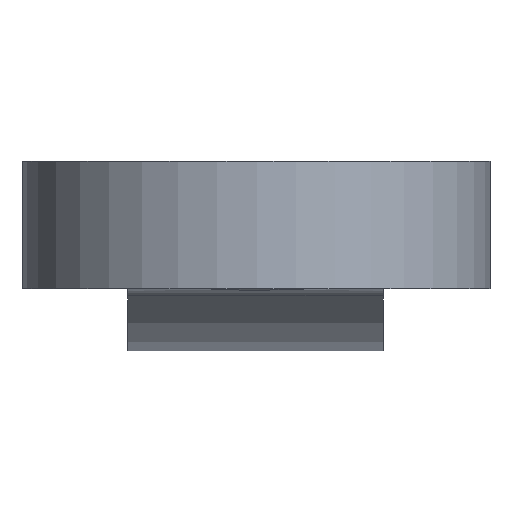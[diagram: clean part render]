
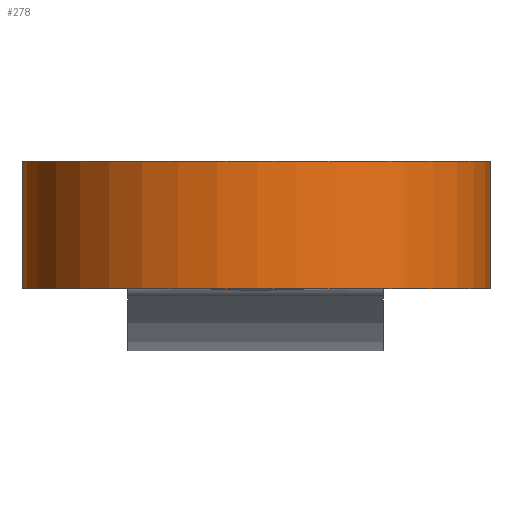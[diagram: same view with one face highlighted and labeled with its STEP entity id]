
A CAD part, front view. The second image highlights one B-rep face of the part: STEP entity #278.
In plain terms, the highlighted cylindrical face has radius 5.5 mm (diameter 11 mm), a partial arc.
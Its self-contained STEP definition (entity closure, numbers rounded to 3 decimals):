
#35=FACE_OUTER_BOUND('',#49,.T.);
#49=EDGE_LOOP('',(#246,#247,#248,#249));
#63=CIRCLE('',#309,5.5);
#70=CIRCLE('',#323,5.5);
#84=LINE('',#478,#104);
#89=LINE('',#497,#109);
#104=VECTOR('',#377,10.);
#109=VECTOR('',#400,10.);
#129=VERTEX_POINT('',#465);
#130=VERTEX_POINT('',#467);
#133=VERTEX_POINT('',#476);
#138=VERTEX_POINT('',#496);
#160=EDGE_CURVE('',#129,#130,#63,.T.);
#166=EDGE_CURVE('',#133,#129,#84,.T.);
#175=EDGE_CURVE('',#138,#130,#89,.T.);
#178=EDGE_CURVE('',#133,#138,#70,.T.);
#246=ORIENTED_EDGE('',*,*,#178,.T.);
#247=ORIENTED_EDGE('',*,*,#175,.T.);
#248=ORIENTED_EDGE('',*,*,#160,.F.);
#249=ORIENTED_EDGE('',*,*,#166,.F.);
#265=CYLINDRICAL_SURFACE('',#322,5.5);
#278=ADVANCED_FACE('',(#35),#265,.T.);
#309=AXIS2_PLACEMENT_3D('',#468,#366,#367);
#322=AXIS2_PLACEMENT_3D('',#501,#403,#404);
#323=AXIS2_PLACEMENT_3D('',#502,#405,#406);
#366=DIRECTION('center_axis',(0.,0.,-1.));
#367=DIRECTION('ref_axis',(1.,0.,0.));
#377=DIRECTION('',(0.,0.,-1.));
#400=DIRECTION('',(0.,0.,-1.));
#403=DIRECTION('center_axis',(0.,0.,-1.));
#404=DIRECTION('ref_axis',(0.003,-1.,0.));
#405=DIRECTION('center_axis',(0.,0.,-1.));
#406=DIRECTION('ref_axis',(1.,0.,0.));
#465=CARTESIAN_POINT('',(3.,-4.104,-36.75));
#467=CARTESIAN_POINT('',(-3.,-4.121,-36.75));
#468=CARTESIAN_POINT('Origin',(0.013,-8.722,-36.75));
#476=CARTESIAN_POINT('',(3.,-4.104,-33.75));
#478=CARTESIAN_POINT('',(3.,-4.104,-33.75));
#496=CARTESIAN_POINT('',(-3.,-4.121,-33.75));
#497=CARTESIAN_POINT('',(-3.,-4.121,-33.75));
#501=CARTESIAN_POINT('Origin',(0.013,-8.722,-33.75));
#502=CARTESIAN_POINT('Origin',(0.013,-8.722,-33.75));
